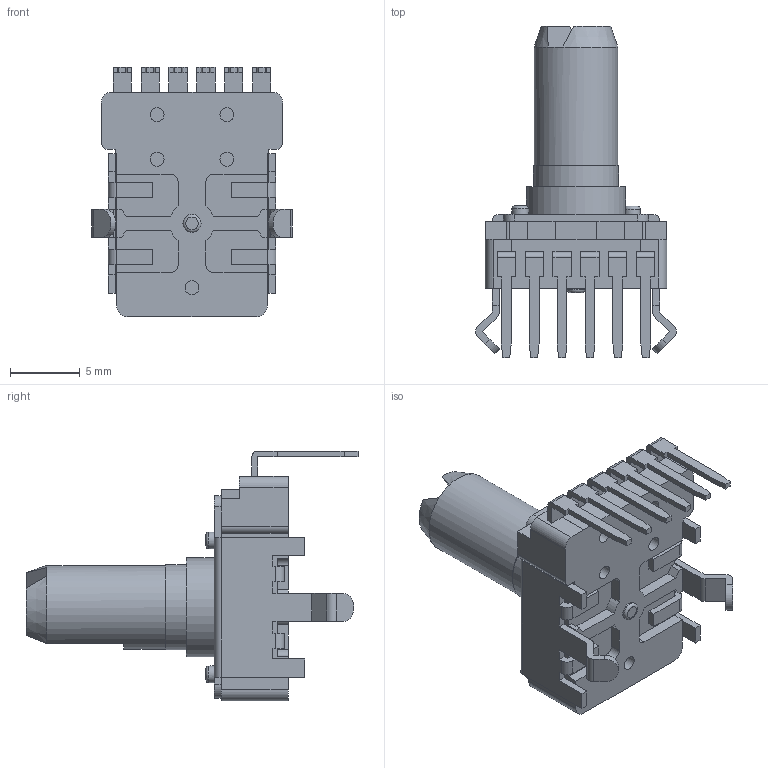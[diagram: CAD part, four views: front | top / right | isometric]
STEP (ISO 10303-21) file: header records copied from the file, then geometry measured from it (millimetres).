
FILE_DESCRIPTION(/* description */ (''),/* implementation_level */ '2;1');
FILE_NAME(/* name */ 'PTV112-4420A.step',/* time_stamp */ '2017-03-02T20:48:43+09:00',/* author */ (''),/* organization */ (''),/* preprocessor_version */ 'ST-DEVELOPER v16.5',/* originating_system */ 'Autodesk Translation Framework v5.2.0.2920',/* authorisation */ '');
FILE_SCHEMA (('AUTOMOTIVE_DESIGN { 1 0 10303 214 3 1 1 }'));
Length unit declared in the file: millimetre
Products named in the file (2): temp2 v1; Component2
Assembly tree (1 placements, depth 2):
  temp2 v1
    Component2
Bounding box: 14.4 x 23.8 x 17.9 mm (x, y, z)
Volume: 1317.3 mm3; surface area: 1425.9 mm2
Topology: 1 solids, 1 shells, 291 faces, 802 edges, 523 vertices
Faces by surface type: plane 228, cylinder 56, torus 3, cone 2, bspline 2
Full cylindrical faces by diameter (mm): 1 x5, 1.1 x2, 1.2 x2, 1.3 x1, 6 x1, 6.1 x1, 7.1 x1
Entity records: 9875 total; most frequent: CARTESIAN_POINT 2308, ORIENTED_EDGE 1574, DIRECTION 1473, EDGE_CURVE 783, LINE 655, VECTOR 655, VERTEX_POINT 520, AXIS2_PLACEMENT_3D 409
